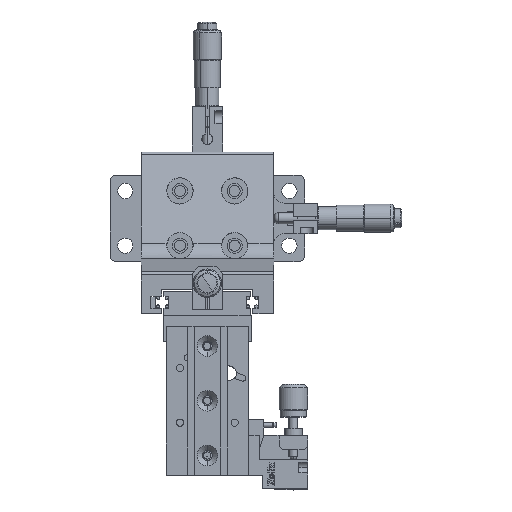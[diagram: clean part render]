
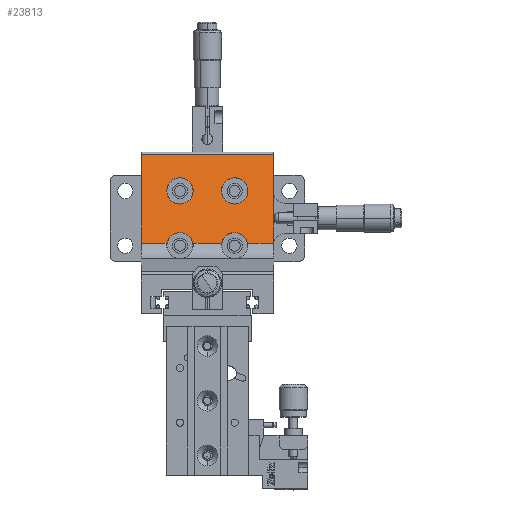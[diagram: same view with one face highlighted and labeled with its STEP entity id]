
A CAD part, top view. The second image highlights one B-rep face of the part: STEP entity #23813.
In plain terms, the highlighted planar face has unit normal (0, 0.259, 0.966).
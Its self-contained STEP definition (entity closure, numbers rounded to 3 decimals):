
#153 = CARTESIAN_POINT ( 'NONE',  ( -6.607, -11.373, 43.966 ) ) ;
#501 = CARTESIAN_POINT ( 'NONE',  ( 18.5, 0.5, 40.785 ) ) ;
#591 = EDGE_CURVE ( 'NONE', #17878, #978, #3554, .T. ) ;
#593 = CARTESIAN_POINT ( 'NONE',  ( 6.5, 12.5, 37.569 ) ) ;
#843 = ORIENTED_EDGE ( 'NONE', *, *, #9214, .T. ) ;
#978 = VERTEX_POINT ( 'NONE', #11905 ) ;
#1025 = VECTOR ( 'NONE', #13233, 1000. ) ;
#1581 = CARTESIAN_POINT ( 'NONE',  ( -6.5, 0.5, 40.785 ) ) ;
#1866 = EDGE_CURVE ( 'NONE', #13211, #17878, #2803, .T. ) ;
#2486 = ORIENTED_EDGE ( 'NONE', *, *, #17421, .T. ) ;
#2552 = DIRECTION ( 'NONE',  ( 1., 0., 0. ) ) ;
#2762 = CARTESIAN_POINT ( 'NONE',  ( 6.5, 0.5, 40.785 ) ) ;
#2803 = LINE ( 'NONE', #27216, #12981 ) ;
#3268 = DIRECTION ( 'NONE',  ( 0., 0.966, -0.259 ) ) ;
#3554 =( BOUNDED_CURVE ( )  B_SPLINE_CURVE ( 3, ( #4169, #16922, #6448, #27926 ),
 .UNSPECIFIED., .F., .F. ) 
 B_SPLINE_CURVE_WITH_KNOTS ( ( 4, 4 ),
 ( 1.76, 4.523 ),
 .UNSPECIFIED. ) 
 CURVE ( )  GEOMETRIC_REPRESENTATION_ITEM ( )  RATIONAL_B_SPLINE_CURVE ( ( 1., 0.459, 0.459, 1. ) ) 
 REPRESENTATION_ITEM ( '' )  );
#3703 = CARTESIAN_POINT ( 'NONE',  ( -6.5, 12.5, 37.569 ) ) ;
#3773 = CARTESIAN_POINT ( 'NONE',  ( -18.5, 12.5, 37.569 ) ) ;
#4169 = CARTESIAN_POINT ( 'NONE',  ( 6.607, -11.373, 43.966 ) ) ;
#4865 = CARTESIAN_POINT ( 'NONE',  ( 18.5, 12.5, 37.569 ) ) ;
#5637 = CARTESIAN_POINT ( 'NONE',  ( -18.5, 12.5, 37.569 ) ) ;
#5769 = DIRECTION ( 'NONE',  ( 0., -0.259, -0.966 ) ) ;
#6081 = CARTESIAN_POINT ( 'NONE',  ( 30.25, -11.373, 43.966 ) ) ;
#6445 = EDGE_CURVE ( 'NONE', #16082, #13297, #6824, .T. ) ;
#6448 = CARTESIAN_POINT ( 'NONE',  ( 16.783, -2.959, 41.712 ) ) ;
#6570 = DIRECTION ( 'NONE',  ( 1., 0., 0. ) ) ;
#6650 = VECTOR ( 'NONE', #3268, 1000. ) ;
#6706 = CARTESIAN_POINT ( 'NONE',  ( 6.5, 12.5, 37.569 ) ) ;
#6824 = LINE ( 'NONE', #24018, #1025 ) ;
#7343 = LINE ( 'NONE', #16059, #6650 ) ;
#7801 = VERTEX_POINT ( 'NONE', #11482 ) ;
#7838 = LINE ( 'NONE', #6081, #19972 ) ;
#8681 = CARTESIAN_POINT ( 'NONE',  ( -18.5, 12.5, 37.569 ) ) ;
#9127 = VERTEX_POINT ( 'NONE', #13012 ) ;
#9214 = EDGE_CURVE ( 'NONE', #12405, #21421, #19520, .T. ) ;
#9328 = ORIENTED_EDGE ( 'NONE', *, *, #19804, .T. ) ;
#9445 = FACE_BOUND ( 'NONE', #21983, .T. ) ;
#10039 = PLANE ( 'NONE',  #27152 ) ;
#10376 = VERTEX_POINT ( 'NONE', #3703 ) ;
#10419 = DIRECTION ( 'NONE',  ( -1., 0., 0. ) ) ;
#10680 = CARTESIAN_POINT ( 'NONE',  ( -18.393, -11.373, 43.966 ) ) ;
#10824 = CARTESIAN_POINT ( 'NONE',  ( 30.25, -11.373, 43.966 ) ) ;
#11130 = VECTOR ( 'NONE', #10419, 1000. ) ;
#11170 = ORIENTED_EDGE ( 'NONE', *, *, #11588, .T. ) ;
#11482 = CARTESIAN_POINT ( 'NONE',  ( -30.25, 29.188, 33.098 ) ) ;
#11588 = EDGE_CURVE ( 'NONE', #13297, #7801, #17201, .T. ) ;
#11905 = CARTESIAN_POINT ( 'NONE',  ( 18.393, -11.373, 43.966 ) ) ;
#12062 = ORIENTED_EDGE ( 'NONE', *, *, #6445, .T. ) ;
#12405 = VERTEX_POINT ( 'NONE', #20823 ) ;
#12908 = EDGE_CURVE ( 'NONE', #13629, #7801, #7343, .T. ) ;
#12963 = CARTESIAN_POINT ( 'NONE',  ( 6.607, -11.373, 43.966 ) ) ;
#12981 = VECTOR ( 'NONE', #20881, 1000. ) ;
#13012 = CARTESIAN_POINT ( 'NONE',  ( -18.393, -11.373, 43.966 ) ) ;
#13028 = CARTESIAN_POINT ( 'NONE',  ( -8.217, -2.959, 41.712 ) ) ;
#13112 = CARTESIAN_POINT ( 'NONE',  ( -6.5, 24.5, 34.354 ) ) ;
#13211 = VERTEX_POINT ( 'NONE', #23603 ) ;
#13218 = ORIENTED_EDGE ( 'NONE', *, *, #1866, .T. ) ;
#13233 = DIRECTION ( 'NONE',  ( 0., 0.966, -0.259 ) ) ;
#13297 = VERTEX_POINT ( 'NONE', #22073 ) ;
#13629 = VERTEX_POINT ( 'NONE', #22947 ) ;
#14107 = CARTESIAN_POINT ( 'NONE',  ( 30.25, -11.373, 43.966 ) ) ;
#14149 = EDGE_CURVE ( 'NONE', #10376, #27524, #24042, .T. ) ;
#14200 = CARTESIAN_POINT ( 'NONE',  ( -18.5, 0.5, 40.785 ) ) ;
#14886 = EDGE_CURVE ( 'NONE', #27524, #10376, #25432, .T. ) ;
#14940 = CARTESIAN_POINT ( 'NONE',  ( -30.25, 29.188, 33.098 ) ) ;
#15585 = CARTESIAN_POINT ( 'NONE',  ( 18.5, 24.5, 34.354 ) ) ;
#15685 = CARTESIAN_POINT ( 'NONE',  ( 18.5, 12.5, 37.569 ) ) ;
#15753 = ORIENTED_EDGE ( 'NONE', *, *, #591, .T. ) ;
#16059 = CARTESIAN_POINT ( 'NONE',  ( -30.25, 30.3, 32.8 ) ) ;
#16082 = VERTEX_POINT ( 'NONE', #14107 ) ;
#16407 = ORIENTED_EDGE ( 'NONE', *, *, #27244, .T. ) ;
#16482 = LINE ( 'NONE', #10824, #26328 ) ;
#16922 = CARTESIAN_POINT ( 'NONE',  ( 8.217, -2.959, 41.712 ) ) ;
#17201 = LINE ( 'NONE', #14940, #11130 ) ;
#17415 =( BOUNDED_CURVE ( )  B_SPLINE_CURVE ( 3, ( #10680, #19358, #13028, #153 ),
 .UNSPECIFIED., .F., .F. ) 
 B_SPLINE_CURVE_WITH_KNOTS ( ( 4, 4 ),
 ( 1.76, 4.523 ),
 .UNSPECIFIED. ) 
 CURVE ( )  GEOMETRIC_REPRESENTATION_ITEM ( )  RATIONAL_B_SPLINE_CURVE ( ( 1., 0.459, 0.459, 1. ) ) 
 REPRESENTATION_ITEM ( '' )  );
#17421 = EDGE_CURVE ( 'NONE', #13629, #9127, #7838, .T. ) ;
#17878 = VERTEX_POINT ( 'NONE', #12963 ) ;
#18122 = EDGE_LOOP ( 'NONE', ( #21139, #20453 ) ) ;
#19358 = CARTESIAN_POINT ( 'NONE',  ( -16.783, -2.959, 41.712 ) ) ;
#19520 =( BOUNDED_CURVE ( )  B_SPLINE_CURVE ( 3, ( #4865, #501, #2762, #593 ),
 .UNSPECIFIED., .F., .F. ) 
 B_SPLINE_CURVE_WITH_KNOTS ( ( 4, 4 ),
 ( 4.712, 7.854 ),
 .UNSPECIFIED. ) 
 CURVE ( )  GEOMETRIC_REPRESENTATION_ITEM ( )  RATIONAL_B_SPLINE_CURVE ( ( 1., 0.333, 0.333, 1. ) ) 
 REPRESENTATION_ITEM ( '' )  );
#19804 = EDGE_CURVE ( 'NONE', #978, #16082, #16482, .T. ) ;
#19919 = CARTESIAN_POINT ( 'NONE',  ( 6.5, 12.5, 37.569 ) ) ;
#19972 = VECTOR ( 'NONE', #2552, 1000. ) ;
#20453 = ORIENTED_EDGE ( 'NONE', *, *, #14149, .T. ) ;
#20823 = CARTESIAN_POINT ( 'NONE',  ( 18.5, 12.5, 37.569 ) ) ;
#20881 = DIRECTION ( 'NONE',  ( 1., 0., 0. ) ) ;
#21139 = ORIENTED_EDGE ( 'NONE', *, *, #14886, .T. ) ;
#21421 = VERTEX_POINT ( 'NONE', #6706 ) ;
#21460 = DIRECTION ( 'NONE',  ( 0., -0.966, 0.259 ) ) ;
#21804 = CARTESIAN_POINT ( 'NONE',  ( -6.5, 12.5, 37.569 ) ) ;
#21823 = CARTESIAN_POINT ( 'NONE',  ( 6.5, 24.5, 34.354 ) ) ;
#21891 = CARTESIAN_POINT ( 'NONE',  ( -18.5, 24.5, 34.354 ) ) ;
#21983 = EDGE_LOOP ( 'NONE', ( #26024, #843 ) ) ;
#22073 = CARTESIAN_POINT ( 'NONE',  ( 30.25, 29.188, 33.098 ) ) ;
#22887 = EDGE_LOOP ( 'NONE', ( #2486, #16407, #13218, #15753, #9328, #12062, #11170, #23876 ) ) ;
#22947 = CARTESIAN_POINT ( 'NONE',  ( -30.25, -11.373, 43.966 ) ) ;
#23603 = CARTESIAN_POINT ( 'NONE',  ( -6.607, -11.373, 43.966 ) ) ;
#23813 = ADVANCED_FACE ( 'NONE', ( #24989, #9445, #25649 ), #10039, .F. ) ;
#23876 = ORIENTED_EDGE ( 'NONE', *, *, #12908, .F. ) ;
#24018 = CARTESIAN_POINT ( 'NONE',  ( 30.25, 30.3, 32.8 ) ) ;
#24042 =( BOUNDED_CURVE ( )  B_SPLINE_CURVE ( 3, ( #27538, #1581, #14200, #3773 ),
 .UNSPECIFIED., .F., .F. ) 
 B_SPLINE_CURVE_WITH_KNOTS ( ( 4, 4 ),
 ( 4.712, 7.854 ),
 .UNSPECIFIED. ) 
 CURVE ( )  GEOMETRIC_REPRESENTATION_ITEM ( )  RATIONAL_B_SPLINE_CURVE ( ( 1., 0.333, 0.333, 1. ) ) 
 REPRESENTATION_ITEM ( '' )  );
#24563 =( BOUNDED_CURVE ( )  B_SPLINE_CURVE ( 3, ( #19919, #21823, #15585, #15685 ),
 .UNSPECIFIED., .F., .F. ) 
 B_SPLINE_CURVE_WITH_KNOTS ( ( 4, 4 ),
 ( 1.571, 4.712 ),
 .UNSPECIFIED. ) 
 CURVE ( )  GEOMETRIC_REPRESENTATION_ITEM ( )  RATIONAL_B_SPLINE_CURVE ( ( 1., 0.333, 0.333, 1. ) ) 
 REPRESENTATION_ITEM ( '' )  );
#24989 = FACE_BOUND ( 'NONE', #18122, .T. ) ;
#25432 =( BOUNDED_CURVE ( )  B_SPLINE_CURVE ( 3, ( #8681, #21891, #13112, #21804 ),
 .UNSPECIFIED., .F., .F. ) 
 B_SPLINE_CURVE_WITH_KNOTS ( ( 4, 4 ),
 ( 1.571, 4.712 ),
 .UNSPECIFIED. ) 
 CURVE ( )  GEOMETRIC_REPRESENTATION_ITEM ( )  RATIONAL_B_SPLINE_CURVE ( ( 1., 0.333, 0.333, 1. ) ) 
 REPRESENTATION_ITEM ( '' )  );
#25649 = FACE_OUTER_BOUND ( 'NONE', #22887, .T. ) ;
#25670 = EDGE_CURVE ( 'NONE', #21421, #12405, #24563, .T. ) ;
#26024 = ORIENTED_EDGE ( 'NONE', *, *, #25670, .T. ) ;
#26328 = VECTOR ( 'NONE', #6570, 1000. ) ;
#27152 = AXIS2_PLACEMENT_3D ( 'NONE', #27327, #5769, #21460 ) ;
#27216 = CARTESIAN_POINT ( 'NONE',  ( 30.25, -11.373, 43.966 ) ) ;
#27244 = EDGE_CURVE ( 'NONE', #9127, #13211, #17415, .T. ) ;
#27327 = CARTESIAN_POINT ( 'NONE',  ( -30.25, 30.3, 32.8 ) ) ;
#27524 = VERTEX_POINT ( 'NONE', #5637 ) ;
#27538 = CARTESIAN_POINT ( 'NONE',  ( -6.5, 12.5, 37.569 ) ) ;
#27926 = CARTESIAN_POINT ( 'NONE',  ( 18.393, -11.373, 43.966 ) ) ;
